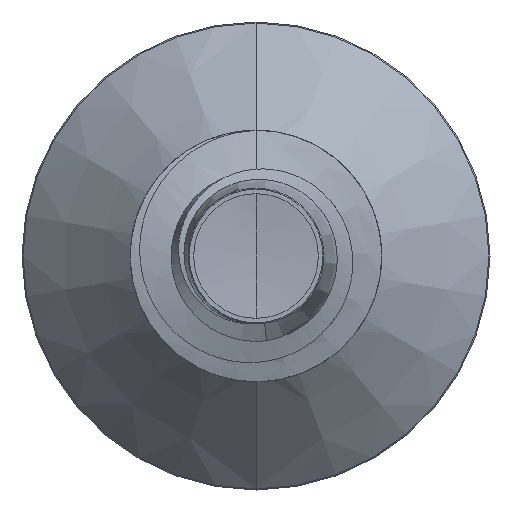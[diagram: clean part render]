
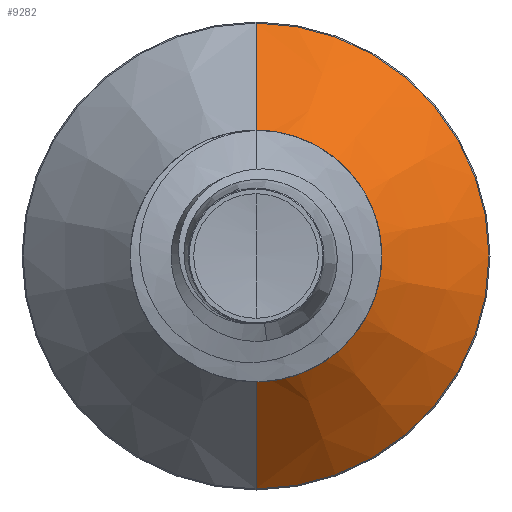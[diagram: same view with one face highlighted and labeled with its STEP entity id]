
A CAD part, front view. The second image highlights one B-rep face of the part: STEP entity #9282.
In plain terms, the highlighted conical face has half-angle 45 degrees and reference radius 2.301 mm.
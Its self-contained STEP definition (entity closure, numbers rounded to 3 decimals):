
#1270 = AXIS2_PLACEMENT_3D ( 'NONE', #12992, #12974, #12957 ) ;
#1878 = DIRECTION ( 'NONE',  ( 0., 0.707, 0.707 ) ) ;
#1910 = CARTESIAN_POINT ( 'NONE',  ( 0., 11.901, 2.301 ) ) ;
#2449 = AXIS2_PLACEMENT_3D ( 'NONE', #7846, #7840, #7823 ) ;
#4806 = CARTESIAN_POINT ( 'NONE',  ( 0., 14.228, 4.628 ) ) ;
#4841 = CARTESIAN_POINT ( 'NONE',  ( 0., 14.228, -4.628 ) ) ;
#5184 = ORIENTED_EDGE ( 'NONE', *, *, #14538, .F. ) ;
#5329 = ORIENTED_EDGE ( 'NONE', *, *, #14887, .F. ) ;
#6008 = ORIENTED_EDGE ( 'NONE', *, *, #15031, .T. ) ;
#6149 = VECTOR ( 'NONE', #1878, 1000. ) ;
#6354 = ORIENTED_EDGE ( 'NONE', *, *, #15175, .T. ) ;
#6611 = LINE ( 'NONE', #1910, #6149 ) ;
#6950 = CARTESIAN_POINT ( 'NONE',  ( 0., 11.901, -2.301 ) ) ;
#7232 = CARTESIAN_POINT ( 'NONE',  ( 0., 11.901, 2.301 ) ) ;
#7823 = DIRECTION ( 'NONE',  ( 0., 0., 1. ) ) ;
#7840 = DIRECTION ( 'NONE',  ( 0., 1., 0. ) ) ;
#7846 = CARTESIAN_POINT ( 'NONE',  ( 0., 11.901, 0. ) ) ;
#8427 = CIRCLE ( 'NONE', #1270, 4.628 ) ;
#9016 = CARTESIAN_POINT ( 'NONE',  ( 0., 11.901, 0. ) ) ;
#9147 = DIRECTION ( 'NONE',  ( 0., 0., 1. ) ) ;
#9258 = DIRECTION ( 'NONE',  ( 0., 1., 0. ) ) ;
#9282 = ADVANCED_FACE ( 'NONE', ( #11121 ), #14624, .T. ) ;
#9655 = VERTEX_POINT ( 'NONE', #7232 ) ;
#9834 = EDGE_LOOP ( 'NONE', ( #6008, #6354, #5184, #5329 ) ) ;
#10365 = VERTEX_POINT ( 'NONE', #6950 ) ;
#11121 = FACE_OUTER_BOUND ( 'NONE', #9834, .T. ) ;
#11210 = VECTOR ( 'NONE', #12398, 1000. ) ;
#11763 = VERTEX_POINT ( 'NONE', #4841 ) ;
#12398 = DIRECTION ( 'NONE',  ( 0., 0.707, -0.707 ) ) ;
#12438 = CARTESIAN_POINT ( 'NONE',  ( 0., 11.901, -2.301 ) ) ;
#12957 = DIRECTION ( 'NONE',  ( 0., 0., 1. ) ) ;
#12974 = DIRECTION ( 'NONE',  ( 0., 1., 0. ) ) ;
#12992 = CARTESIAN_POINT ( 'NONE',  ( 0., 14.228, 0. ) ) ;
#14538 = EDGE_CURVE ( 'NONE', #16470, #11763, #8427, .T. ) ;
#14624 = CONICAL_SURFACE ( 'NONE', #16000, 2.301, 0.785 ) ;
#14780 = CIRCLE ( 'NONE', #2449, 2.301 ) ;
#14887 = EDGE_CURVE ( 'NONE', #9655, #16470, #6611, .T. ) ;
#15031 = EDGE_CURVE ( 'NONE', #9655, #10365, #14780, .T. ) ;
#15175 = EDGE_CURVE ( 'NONE', #10365, #11763, #16418, .T. ) ;
#16000 = AXIS2_PLACEMENT_3D ( 'NONE', #9016, #9258, #9147 ) ;
#16418 = LINE ( 'NONE', #12438, #11210 ) ;
#16470 = VERTEX_POINT ( 'NONE', #4806 ) ;
